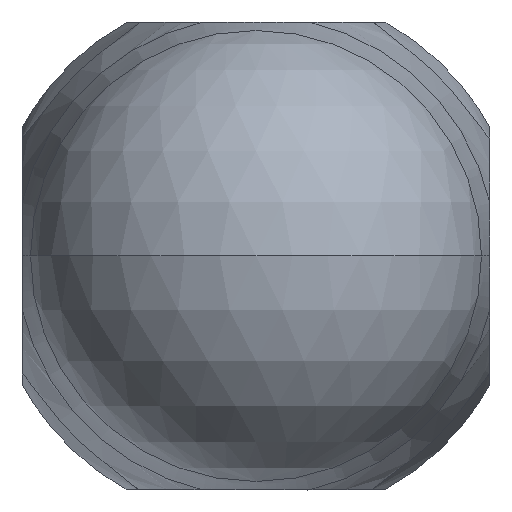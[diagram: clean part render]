
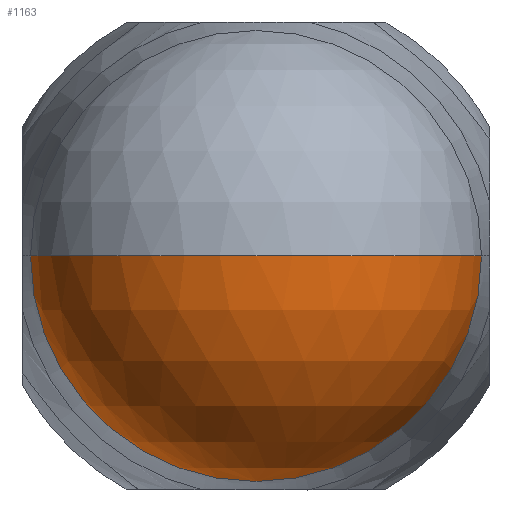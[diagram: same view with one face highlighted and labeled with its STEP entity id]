
A CAD part, left-side view. The second image highlights one B-rep face of the part: STEP entity #1163.
In plain terms, the highlighted spherical face has radius 10.795 mm.
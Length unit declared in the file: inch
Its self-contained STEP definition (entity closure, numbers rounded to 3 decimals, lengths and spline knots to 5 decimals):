
#63 = VERTEX_POINT ( 'NONE', #12009 ) ;
#511 = CARTESIAN_POINT ( 'NONE',  ( -3.12928, 0., 0. ) ) ;
#793 = ORIENTED_EDGE ( 'NONE', *, *, #9428, .F. ) ;
#1082 = CIRCLE ( 'NONE', #2668, 0.425 ) ;
#1163 = ADVANCED_FACE ( 'NONE', ( #14334 ), #8885, .T. ) ;
#1643 = CARTESIAN_POINT ( 'NONE',  ( -3.5, 0., 0. ) ) ;
#1807 = AXIS2_PLACEMENT_3D ( 'NONE', #511, #10514, #3064 ) ;
#1944 = ORIENTED_EDGE ( 'NONE', *, *, #2061, .T. ) ;
#2061 = EDGE_CURVE ( 'NONE', #10788, #8453, #1082, .T. ) ;
#2251 = DIRECTION ( 'NONE',  ( 0., -1., 0. ) ) ;
#2668 = AXIS2_PLACEMENT_3D ( 'NONE', #10601, #4373, #8327 ) ;
#3064 = DIRECTION ( 'NONE',  ( 0., 1., 0. ) ) ;
#3677 = ORIENTED_EDGE ( 'NONE', *, *, #10811, .T. ) ;
#4373 = DIRECTION ( 'NONE',  ( 0., 0., -1. ) ) ;
#4870 = AXIS2_PLACEMENT_3D ( 'NONE', #13438, #5896, #15845 ) ;
#5896 = DIRECTION ( 'NONE',  ( 0., 0., 1. ) ) ;
#6092 = DIRECTION ( 'NONE',  ( 0., 0., 1. ) ) ;
#8327 = DIRECTION ( 'NONE',  ( -1., 0., 0. ) ) ;
#8453 = VERTEX_POINT ( 'NONE', #16116 ) ;
#8885 = SPHERICAL_SURFACE ( 'NONE', #4870, 0.425 ) ;
#9428 = EDGE_CURVE ( 'NONE', #10788, #63, #10675, .T. ) ;
#10514 = DIRECTION ( 'NONE',  ( -1., 0., 0. ) ) ;
#10601 = CARTESIAN_POINT ( 'NONE',  ( -3.075, 0., 0. ) ) ;
#10675 = CIRCLE ( 'NONE', #14430, 0.425 ) ;
#10788 = VERTEX_POINT ( 'NONE', #1643 ) ;
#10811 = EDGE_CURVE ( 'NONE', #8453, #63, #13367, .T. ) ;
#11122 = CARTESIAN_POINT ( 'NONE',  ( -3.075, 0., 0. ) ) ;
#12009 = CARTESIAN_POINT ( 'NONE',  ( -3.12928, -0.42152, 0. ) ) ;
#13367 = CIRCLE ( 'NONE', #1807, 0.42152 ) ;
#13438 = CARTESIAN_POINT ( 'NONE',  ( -3.075, 0., 0. ) ) ;
#14334 = FACE_OUTER_BOUND ( 'NONE', #15785, .T. ) ;
#14430 = AXIS2_PLACEMENT_3D ( 'NONE', #11122, #6092, #2251 ) ;
#15785 = EDGE_LOOP ( 'NONE', ( #793, #1944, #3677 ) ) ;
#15845 = DIRECTION ( 'NONE',  ( 0., 1., 0. ) ) ;
#16116 = CARTESIAN_POINT ( 'NONE',  ( -3.12928, 0.42152, 0. ) ) ;
